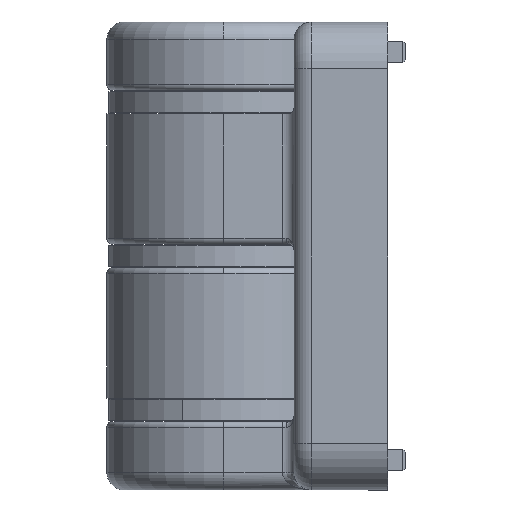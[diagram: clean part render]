
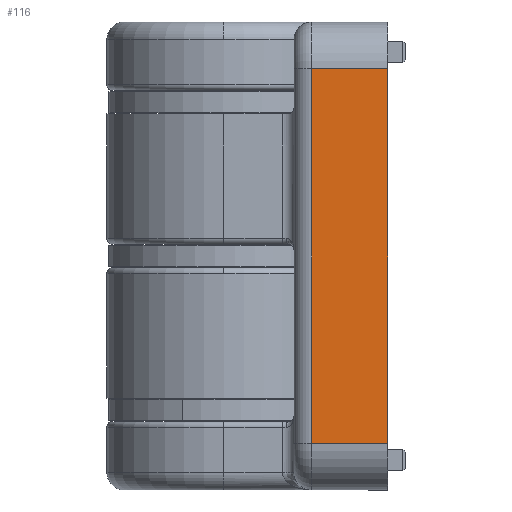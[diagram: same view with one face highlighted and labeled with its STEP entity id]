
A CAD part, left-side view. The second image highlights one B-rep face of the part: STEP entity #116.
In plain terms, the highlighted planar face has unit normal (-1, 0, 0).
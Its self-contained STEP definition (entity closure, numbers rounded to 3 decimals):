
#116 = ADVANCED_FACE ( 'NONE', ( #4102 ), #2551, .T. ) ;
#297 = AXIS2_PLACEMENT_3D ( 'NONE', #2549, #2535, #2534 ) ;
#795 = EDGE_LOOP ( 'NONE', ( #4295, #3976, #4123, #4131 ) ) ;
#1176 = VERTEX_POINT ( 'NONE', #5973 ) ;
#1190 = VERTEX_POINT ( 'NONE', #5959 ) ;
#1221 = VERTEX_POINT ( 'NONE', #5942 ) ;
#1655 = VERTEX_POINT ( 'NONE', #5592 ) ;
#2464 = LINE ( 'NONE', #8400, #2507 ) ;
#2498 = LINE ( 'NONE', #8384, #2504 ) ;
#2504 = VECTOR ( 'NONE', #8382, 1000. ) ;
#2506 = LINE ( 'NONE', #8380, #2511 ) ;
#2507 = VECTOR ( 'NONE', #8381, 1000. ) ;
#2511 = VECTOR ( 'NONE', #8379, 1000. ) ;
#2534 = DIRECTION ( 'NONE',  ( 0., 0., 1. ) ) ;
#2535 = DIRECTION ( 'NONE',  ( -1., 0., 0. ) ) ;
#2549 = CARTESIAN_POINT ( 'NONE',  ( -37., -6., -20. ) ) ;
#2551 = PLANE ( 'NONE',  #297 ) ;
#2888 = LINE ( 'NONE', #8155, #2892 ) ;
#2892 = VECTOR ( 'NONE', #8151, 1000. ) ;
#3976 = ORIENTED_EDGE ( 'NONE', *, *, #4862, .T. ) ;
#4102 = FACE_OUTER_BOUND ( 'NONE', #795, .T. ) ;
#4123 = ORIENTED_EDGE ( 'NONE', *, *, #4861, .T. ) ;
#4131 = ORIENTED_EDGE ( 'NONE', *, *, #4938, .T. ) ;
#4295 = ORIENTED_EDGE ( 'NONE', *, *, #4860, .T. ) ;
#4860 = EDGE_CURVE ( 'NONE', #1221, #1176, #2498, .T. ) ;
#4861 = EDGE_CURVE ( 'NONE', #1655, #1190, #2464, .T. ) ;
#4862 = EDGE_CURVE ( 'NONE', #1176, #1655, #2506, .T. ) ;
#4938 = EDGE_CURVE ( 'NONE', #1190, #1221, #2888, .T. ) ;
#5592 = CARTESIAN_POINT ( 'NONE',  ( -37., -7.5, -16. ) ) ;
#5942 = CARTESIAN_POINT ( 'NONE',  ( -37., -14., 16. ) ) ;
#5959 = CARTESIAN_POINT ( 'NONE',  ( -37., -14., -16. ) ) ;
#5973 = CARTESIAN_POINT ( 'NONE',  ( -37., -7.5, 16. ) ) ;
#8151 = DIRECTION ( 'NONE',  ( 0., 0., 1. ) ) ;
#8155 = CARTESIAN_POINT ( 'NONE',  ( -37., -14., -20. ) ) ;
#8379 = DIRECTION ( 'NONE',  ( 0., 0., -1. ) ) ;
#8380 = CARTESIAN_POINT ( 'NONE',  ( -37., -7.5, -20. ) ) ;
#8381 = DIRECTION ( 'NONE',  ( 0., -1., 0. ) ) ;
#8382 = DIRECTION ( 'NONE',  ( 0., 1., 0. ) ) ;
#8384 = CARTESIAN_POINT ( 'NONE',  ( -37., -6., 16. ) ) ;
#8400 = CARTESIAN_POINT ( 'NONE',  ( -37., -14., -16. ) ) ;
